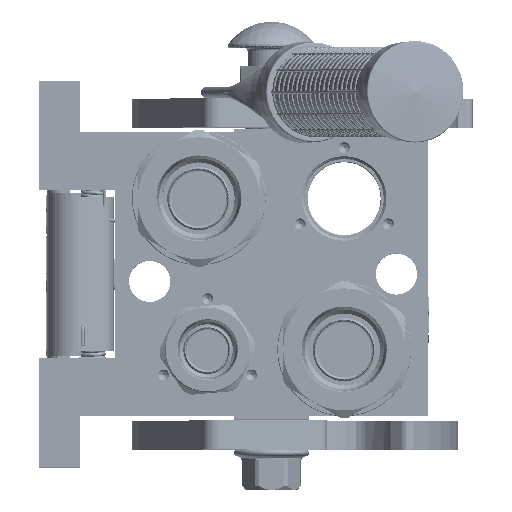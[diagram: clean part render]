
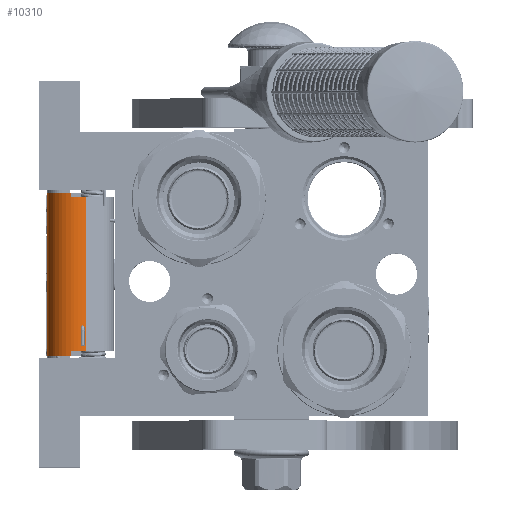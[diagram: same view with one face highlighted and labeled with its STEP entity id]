
A CAD part, top view. The second image highlights one B-rep face of the part: STEP entity #10310.
In plain terms, the highlighted cylindrical face has radius 9.5 mm (diameter 19 mm), a partial arc.
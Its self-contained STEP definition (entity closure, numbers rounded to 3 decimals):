
#4958 = CIRCLE ( 'NONE', #164682, 9.5 ) ;
#9867 = CARTESIAN_POINT ( 'NONE',  ( -28., 7.8, -58.5 ) ) ;
#10310 = ADVANCED_FACE ( 'NONE', ( #87233 ), #66382, .T. ) ;
#17552 = EDGE_CURVE ( 'NONE', #202572, #179713, #69536, .T. ) ;
#22161 = ORIENTED_EDGE ( 'NONE', *, *, #202814, .T. ) ;
#23769 = EDGE_CURVE ( 'NONE', #193412, #29387, #40702, .T. ) ;
#27551 = CARTESIAN_POINT ( 'NONE',  ( -28., -1.7, -58.5 ) ) ;
#27636 = CARTESIAN_POINT ( 'NONE',  ( 26.5, -0.2, -67.881 ) ) ;
#29387 = VERTEX_POINT ( 'NONE', #173920 ) ;
#30380 = VECTOR ( 'NONE', #127468, 1000. ) ;
#31742 = ORIENTED_EDGE ( 'NONE', *, *, #53861, .T. ) ;
#38376 = AXIS2_PLACEMENT_3D ( 'NONE', #27551, #129796, #50859 ) ;
#39843 = ORIENTED_EDGE ( 'NONE', *, *, #209744, .F. ) ;
#40702 = LINE ( 'NONE', #77089, #92984 ) ;
#43434 = DIRECTION ( 'NONE',  ( 1., 0., 0. ) ) ;
#44140 = CARTESIAN_POINT ( 'NONE',  ( -28., 7.8, -58.5 ) ) ;
#50859 = DIRECTION ( 'NONE',  ( 0., -1., 0. ) ) ;
#51471 = VECTOR ( 'NONE', #43434, 1000. ) ;
#53502 = VERTEX_POINT ( 'NONE', #189864 ) ;
#53861 = EDGE_CURVE ( 'NONE', #193412, #176808, #61319, .T. ) ;
#58524 = DIRECTION ( 'NONE',  ( 1., 0., 0. ) ) ;
#60704 = DIRECTION ( 'NONE',  ( 0., -0.397, -0.918 ) ) ;
#61319 = CIRCLE ( 'NONE', #78433, 9.5 ) ;
#65391 = DIRECTION ( 'NONE',  ( 1., 0., 0. ) ) ;
#66382 = CYLINDRICAL_SURFACE ( 'NONE', #38376, 9.5 ) ;
#69536 = LINE ( 'NONE', #175483, #30380 ) ;
#77089 = CARTESIAN_POINT ( 'NONE',  ( -26.5, -5.47, -67.22 ) ) ;
#78433 = AXIS2_PLACEMENT_3D ( 'NONE', #87533, #172108, #88247 ) ;
#79360 = DIRECTION ( 'NONE',  ( 0., 0.158, -0.987 ) ) ;
#86300 = VECTOR ( 'NONE', #65391, 1000. ) ;
#87233 = FACE_OUTER_BOUND ( 'NONE', #127196, .T. ) ;
#87533 = CARTESIAN_POINT ( 'NONE',  ( -26.5, -1.7, -58.5 ) ) ;
#88247 = DIRECTION ( 'NONE',  ( 0., -0.397, -0.918 ) ) ;
#89427 = CARTESIAN_POINT ( 'NONE',  ( -28., -1.7, -58.5 ) ) ;
#89788 = ORIENTED_EDGE ( 'NONE', *, *, #17552, .F. ) ;
#92984 = VECTOR ( 'NONE', #193752, 1000. ) ;
#97793 = VERTEX_POINT ( 'NONE', #9867 ) ;
#110492 = ORIENTED_EDGE ( 'NONE', *, *, #198287, .T. ) ;
#111599 = LINE ( 'NONE', #44140, #51471 ) ;
#114924 = AXIS2_PLACEMENT_3D ( 'NONE', #89427, #171865, #206216 ) ;
#119432 = EDGE_CURVE ( 'NONE', #53502, #176808, #130773, .T. ) ;
#125680 = CARTESIAN_POINT ( 'NONE',  ( 26.5, -1.7, -58.5 ) ) ;
#127196 = EDGE_LOOP ( 'NONE', ( #212448, #31742, #157828, #22161, #110492, #197749, #89788, #39843 ) ) ;
#127468 = DIRECTION ( 'NONE',  ( 1., 0., 0. ) ) ;
#129796 = DIRECTION ( 'NONE',  ( -1., 0., 0. ) ) ;
#130773 = LINE ( 'NONE', #164561, #86300 ) ;
#133363 = CARTESIAN_POINT ( 'NONE',  ( -26.5, -5.47, -67.22 ) ) ;
#136786 = CARTESIAN_POINT ( 'NONE',  ( -26.5, -0.2, -67.881 ) ) ;
#141862 = CARTESIAN_POINT ( 'NONE',  ( 28., 7.8, -58.5 ) ) ;
#142285 = AXIS2_PLACEMENT_3D ( 'NONE', #125680, #58524, #60704 ) ;
#144266 = VERTEX_POINT ( 'NONE', #141862 ) ;
#157828 = ORIENTED_EDGE ( 'NONE', *, *, #119432, .F. ) ;
#164561 = CARTESIAN_POINT ( 'NONE',  ( -28., -0.2, -67.881 ) ) ;
#164682 = AXIS2_PLACEMENT_3D ( 'NONE', #209167, #208459, #79360 ) ;
#171865 = DIRECTION ( 'NONE',  ( 1., 0., 0. ) ) ;
#172108 = DIRECTION ( 'NONE',  ( 1., 0., 0. ) ) ;
#173920 = CARTESIAN_POINT ( 'NONE',  ( 26.5, -5.47, -67.22 ) ) ;
#175483 = CARTESIAN_POINT ( 'NONE',  ( 26.5, -0.2, -67.881 ) ) ;
#176808 = VERTEX_POINT ( 'NONE', #136786 ) ;
#179713 = VERTEX_POINT ( 'NONE', #188382 ) ;
#187696 = EDGE_CURVE ( 'NONE', #179713, #144266, #4958, .T. ) ;
#188382 = CARTESIAN_POINT ( 'NONE',  ( 28., -0.2, -67.881 ) ) ;
#189864 = CARTESIAN_POINT ( 'NONE',  ( -28., -0.2, -67.881 ) ) ;
#192379 = CIRCLE ( 'NONE', #114924, 9.5 ) ;
#193412 = VERTEX_POINT ( 'NONE', #133363 ) ;
#193752 = DIRECTION ( 'NONE',  ( 1., 0., 0. ) ) ;
#197749 = ORIENTED_EDGE ( 'NONE', *, *, #187696, .F. ) ;
#198287 = EDGE_CURVE ( 'NONE', #97793, #144266, #111599, .T. ) ;
#202572 = VERTEX_POINT ( 'NONE', #27636 ) ;
#202814 = EDGE_CURVE ( 'NONE', #53502, #97793, #192379, .T. ) ;
#206216 = DIRECTION ( 'NONE',  ( 0., 0.158, -0.987 ) ) ;
#208459 = DIRECTION ( 'NONE',  ( 1., 0., 0. ) ) ;
#209167 = CARTESIAN_POINT ( 'NONE',  ( 28., -1.7, -58.5 ) ) ;
#209744 = EDGE_CURVE ( 'NONE', #29387, #202572, #210990, .T. ) ;
#210990 = CIRCLE ( 'NONE', #142285, 9.5 ) ;
#212448 = ORIENTED_EDGE ( 'NONE', *, *, #23769, .F. ) ;
